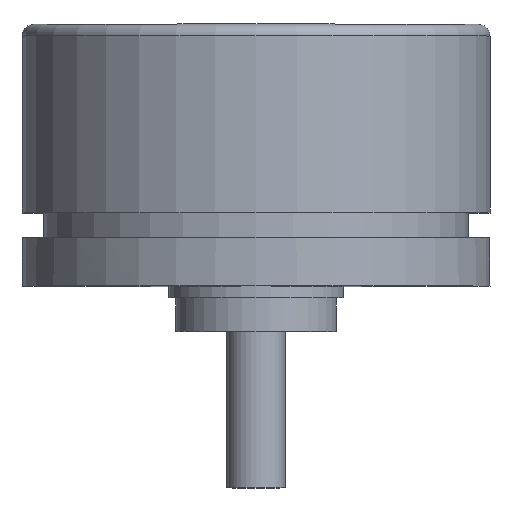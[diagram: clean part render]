
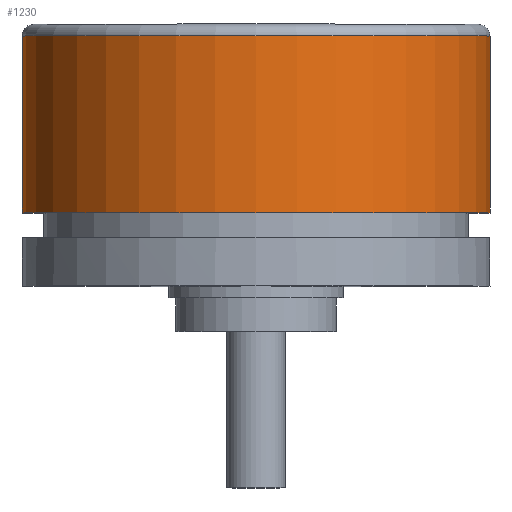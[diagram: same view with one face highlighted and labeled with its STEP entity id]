
A CAD part, top view. The second image highlights one B-rep face of the part: STEP entity #1230.
In plain terms, the highlighted cylindrical face has radius 16 mm (diameter 32 mm), a full revolution.
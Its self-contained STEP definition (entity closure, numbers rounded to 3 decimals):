
#117=FACE_OUTER_BOUND('',#181,.T.);
#181=EDGE_LOOP('',(#889,#890,#891,#892,#893,#894));
#250=LINE('',#1810,#384);
#384=VECTOR('',#1469,16.);
#529=CIRCLE('',#1328,16.);
#530=CIRCLE('',#1329,16.);
#532=CIRCLE('',#1332,16.);
#533=CIRCLE('',#1333,16.);
#572=VERTEX_POINT('',#1802);
#573=VERTEX_POINT('',#1804);
#574=VERTEX_POINT('',#1809);
#575=VERTEX_POINT('',#1811);
#699=EDGE_CURVE('',#572,#573,#529,.T.);
#700=EDGE_CURVE('',#573,#572,#530,.T.);
#702=EDGE_CURVE('',#572,#574,#250,.T.);
#703=EDGE_CURVE('',#574,#575,#532,.T.);
#704=EDGE_CURVE('',#575,#574,#533,.T.);
#889=ORIENTED_EDGE('',*,*,#700,.F.);
#890=ORIENTED_EDGE('',*,*,#699,.F.);
#891=ORIENTED_EDGE('',*,*,#702,.T.);
#892=ORIENTED_EDGE('',*,*,#703,.T.);
#893=ORIENTED_EDGE('',*,*,#704,.T.);
#894=ORIENTED_EDGE('',*,*,#702,.F.);
#1216=CYLINDRICAL_SURFACE('',#1331,16.);
#1230=ADVANCED_FACE('',(#117),#1216,.T.);
#1328=AXIS2_PLACEMENT_3D('',#1805,#1461,#1462);
#1329=AXIS2_PLACEMENT_3D('',#1806,#1463,#1464);
#1331=AXIS2_PLACEMENT_3D('',#1808,#1467,#1468);
#1332=AXIS2_PLACEMENT_3D('',#1812,#1470,#1471);
#1333=AXIS2_PLACEMENT_3D('',#1813,#1472,#1473);
#1461=DIRECTION('center_axis',(0.,1.,0.));
#1462=DIRECTION('ref_axis',(0.,0.,-1.));
#1463=DIRECTION('center_axis',(0.,1.,0.));
#1464=DIRECTION('ref_axis',(0.,0.,-1.));
#1467=DIRECTION('center_axis',(0.,1.,0.));
#1468=DIRECTION('ref_axis',(0.,0.,1.));
#1469=DIRECTION('',(0.,-1.,0.));
#1470=DIRECTION('center_axis',(0.,1.,0.));
#1471=DIRECTION('ref_axis',(1.,0.,0.));
#1472=DIRECTION('center_axis',(0.,1.,0.));
#1473=DIRECTION('ref_axis',(1.,0.,0.));
#1802=CARTESIAN_POINT('',(0.,17.1,-16.));
#1804=CARTESIAN_POINT('',(0.,17.1,16.));
#1805=CARTESIAN_POINT('Origin',(0.,17.1,0.));
#1806=CARTESIAN_POINT('Origin',(0.,17.1,0.));
#1808=CARTESIAN_POINT('Origin',(0.,11.45,0.));
#1809=CARTESIAN_POINT('',(0.,5.,-16.));
#1810=CARTESIAN_POINT('',(0.,11.45,-16.));
#1811=CARTESIAN_POINT('',(0.,5.,16.));
#1812=CARTESIAN_POINT('Origin',(0.,5.,0.));
#1813=CARTESIAN_POINT('Origin',(0.,5.,0.));
